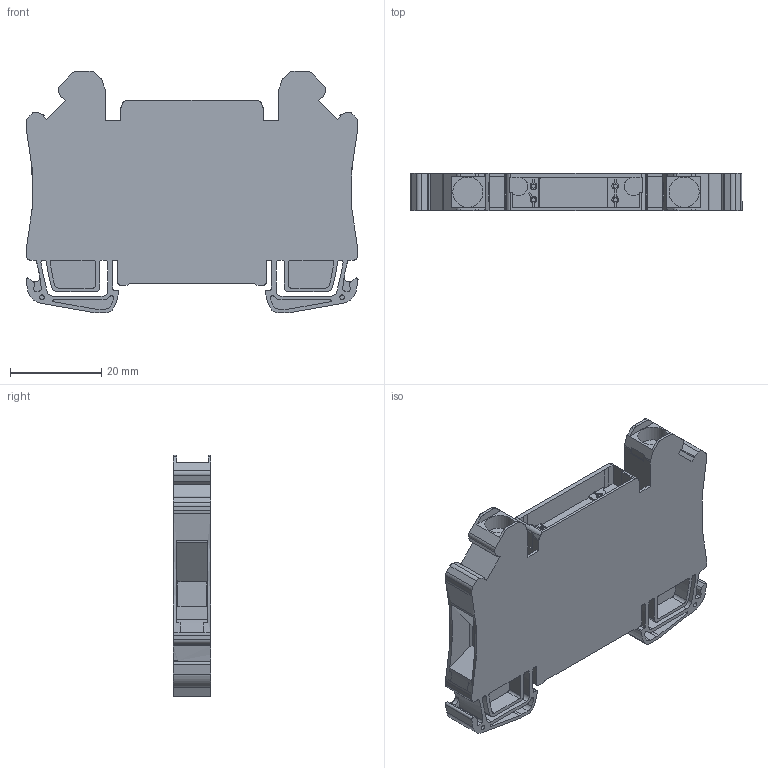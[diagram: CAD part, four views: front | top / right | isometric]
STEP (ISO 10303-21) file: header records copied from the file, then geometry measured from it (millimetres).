
FILE_DESCRIPTION( ('This file contains a STEP AP42 implementation' ,'as created by ZW3D STEP Interface translator.') ,'2;1' );
FILE_NAME( 'RUT6-T-HV.stp' ,'23 322.115841', (''), ('ZWCAD Software Co.'), 'Version 1.0', 'ZW3D to STEP translator', '' );
FILE_SCHEMA(('AUTOMOTIVE_DESIGN { 1 0 10303 214 1 1 1 1 }'));
Length unit declared in the file: millimetre
Products named in the file (2): 0; RUT6-T-HV (2)_錨璃47
Bounding box: 72.61 x 8.15 x 52.8 mm (x, y, z)
Volume: 20789.4 mm3; surface area: 11446.6 mm2
Topology: 1 solids, 1 shells, 361 faces, 1038 edges, 696 vertices
Faces by surface type: plane 199, cylinder 158, torus 2, bspline 2
Full cylindrical faces by diameter (mm): 0.9 x4, 1 x2, 6.6 x2
Entity records: 12496 total; most frequent: CARTESIAN_POINT 2334, ORIENTED_EDGE 2076, DIRECTION 2066, EDGE_CURVE 1038, VERTEX_POINT 696, AXIS2_PLACEMENT_3D 692, VECTOR 682, LINE 682
